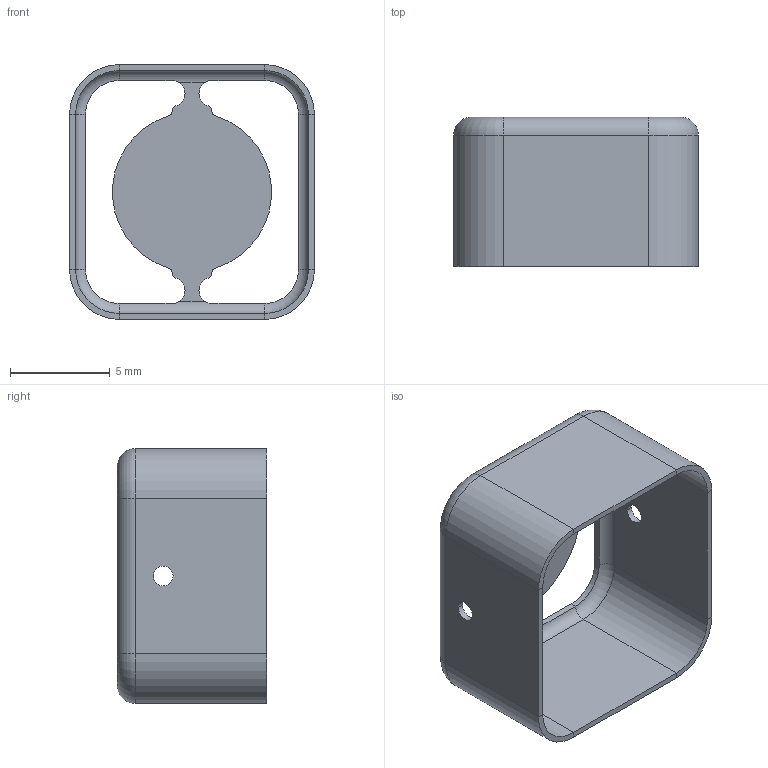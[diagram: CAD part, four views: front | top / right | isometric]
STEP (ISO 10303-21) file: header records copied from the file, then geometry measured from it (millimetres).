
FILE_DESCRIPTION (( 'STEP AP203' ), '1' );
FILE_NAME ('MS128-10F.step', '2020-10-06T08:32:26', ( '' ), ( '' ), 'SwSTEP 2.0', 'SolidWorks 2018', '' );
FILE_SCHEMA (( 'CONFIG_CONTROL_DESIGN' ));
Length unit declared in the file: millimetre
Products named in the file (1): MS128-10F
Bounding box: 12.3 x 7.5 x 12.8 mm (x, y, z)
Volume: 118.9 mm3; surface area: 828.5 mm2
Topology: 1 solids, 1 shells, 74 faces, 180 edges, 104 vertices
Faces by surface type: cylinder 38, plane 28, torus 8
Entity records: 2253 total; most frequent: CARTESIAN_POINT 399, DIRECTION 398, ORIENTED_EDGE 360, EDGE_CURVE 180, AXIS2_PLACEMENT_3D 151, VERTEX_POINT 104, LINE 96, VECTOR 96
